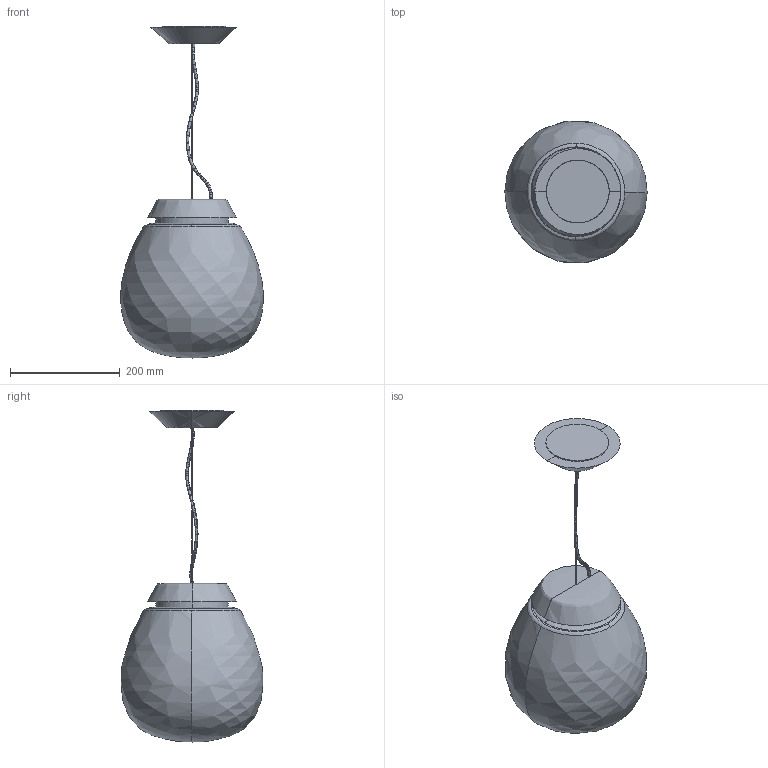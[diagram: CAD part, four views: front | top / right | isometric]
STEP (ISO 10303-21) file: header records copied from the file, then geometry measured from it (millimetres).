
FILE_DESCRIPTION(/* description */ (''),/* implementation_level */ '2;1');
FILE_NAME(/* name */ 'Empatia 260 sospensione',/* time_stamp */ '2015-03-02T14:34:05+01:00',/* author */ (''),/* organization */ (''),/* preprocessor_version */ 'ST-DEVELOPER v10',/* originating_system */ '',/* authorisation */ '');
FILE_SCHEMA (('CONFIG_CONTROL_DESIGN'));
Length unit declared in the file: millimetre
Products named in the file (1): 1
Bounding box: 259.56 x 258.43 x 605.27 mm (x, y, z)
Volume: 2562416.6 mm3; surface area: 547653.4 mm2
Topology: 7 solids, 7 shells, 138 faces, 367 edges, 237 vertices
Faces by surface type: bspline 126, plane 12
Entity records: 6282 total; most frequent: CARTESIAN_POINT 4394, ORIENTED_EDGE 718, EDGE_CURVE 359, VERTEX_POINT 237, EDGE_LOOP 140, ADVANCED_FACE 138, FACE_OUTER_BOUND 138, B_SPLINE_CURVE_WITH_KNOTS 16
